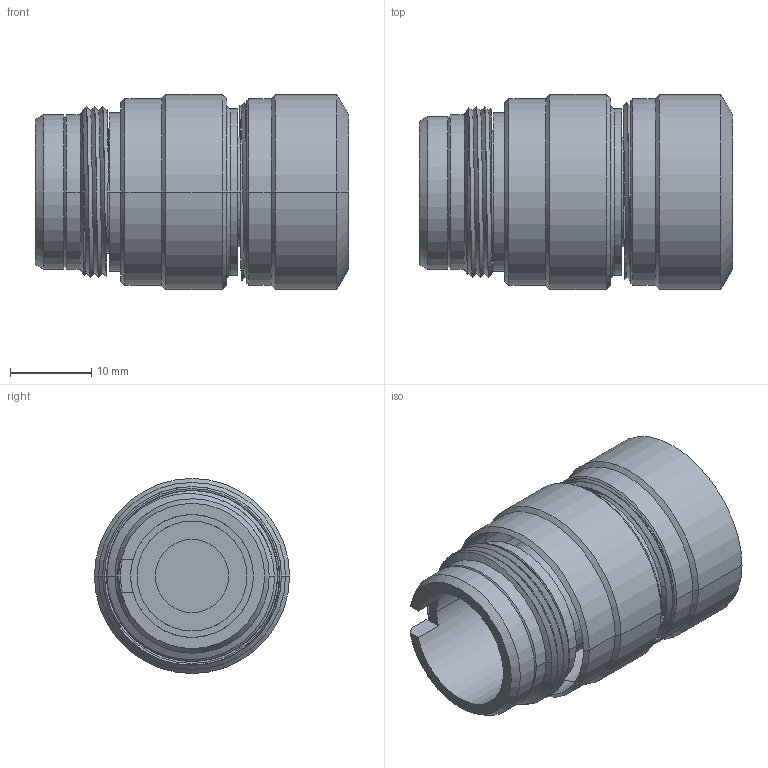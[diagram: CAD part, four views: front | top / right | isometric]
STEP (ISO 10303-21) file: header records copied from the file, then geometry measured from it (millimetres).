
FILE_DESCRIPTION((''),'2;1');
FILE_NAME('13302PEM_SW0002','2014-07-30T',('viktormiz'),(''),'PRO/ENGINEER BY PARAMETRIC TECHNOLOGY CORPORATION, 2012010','PRO/ENGINEER BY PARAMETRIC TECHNOLOGY CORPORATION, 2012010','');
FILE_SCHEMA(('CONFIG_CONTROL_DESIGN'));
Length unit declared in the file: millimetre
Products named in the file (1): 13302PEM_SW0002
Bounding box: 38.5 x 24 x 24 mm (x, y, z)
Surface area: 7127.2 mm2 (no closed solid volume)
Topology: 0 solids, 14 shells, 78 faces, 282 edges, 207 vertices
Faces by surface type: cylinder 34, cone 21, bspline 10, plane 10, torus 3
Entity records: 7827 total; most frequent: CARTESIAN_POINT 5580, DIRECTION 429, ORIENTED_EDGE 416, EDGE_CURVE 282, VERTEX_POINT 207, AXIS2_PLACEMENT_3D 169, CIRCLE 101, VECTOR 91
